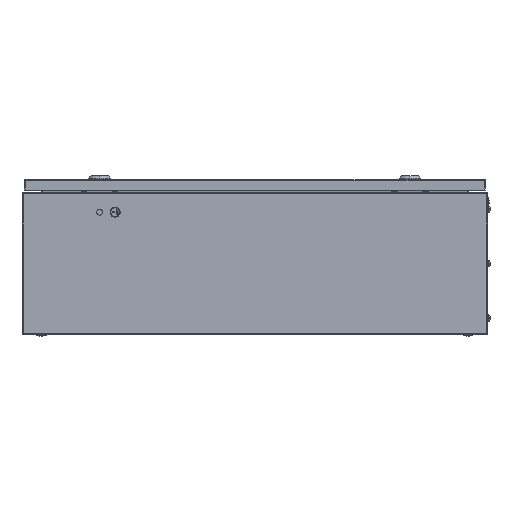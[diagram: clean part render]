
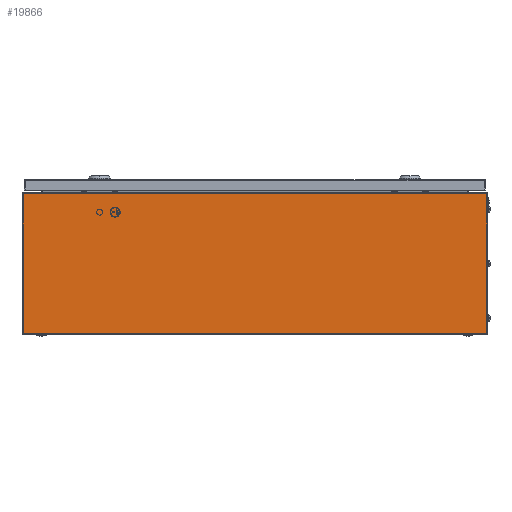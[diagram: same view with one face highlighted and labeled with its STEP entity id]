
A CAD part, left-side view. The second image highlights one B-rep face of the part: STEP entity #19866.
In plain terms, the highlighted planar face has unit normal (-1, 0, 0).
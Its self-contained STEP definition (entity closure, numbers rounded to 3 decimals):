
#1815 = CARTESIAN_POINT ( 'NONE',  ( 0., 0., 0. ) ) ;
#3842 = EDGE_CURVE ( 'NONE', #67764, #4487, #4837, .T. ) ;
#4050 = ORIENTED_EDGE ( 'NONE', *, *, #3842, .T. ) ;
#4487 = VERTEX_POINT ( 'NONE', #45890 ) ;
#4837 = LINE ( 'NONE', #43490, #37344 ) ;
#5862 = EDGE_CURVE ( 'NONE', #69161, #6516, #54378, .T. ) ;
#6516 = VERTEX_POINT ( 'NONE', #1815 ) ;
#6668 = ORIENTED_EDGE ( 'NONE', *, *, #5862, .F. ) ;
#8291 = DIRECTION ( 'NONE',  ( 0., 0., -1. ) ) ;
#11901 = CARTESIAN_POINT ( 'NONE',  ( 0., 0., 0. ) ) ;
#12808 = LINE ( 'NONE', #46873, #30258 ) ;
#13865 = FACE_OUTER_BOUND ( 'NONE', #32520, .T. ) ;
#14710 = CARTESIAN_POINT ( 'NONE',  ( 0., 0., 183. ) ) ;
#17244 = ORIENTED_EDGE ( 'NONE', *, *, #44684, .T. ) ;
#17532 = DIRECTION ( 'NONE',  ( 0., -1., 0. ) ) ;
#17759 = VECTOR ( 'NONE', #25918, 1000. ) ;
#19866 = ADVANCED_FACE ( 'NONE', ( #13865 ), #64746, .F. ) ;
#23737 = EDGE_CURVE ( 'NONE', #67764, #69161, #12808, .T. ) ;
#25918 = DIRECTION ( 'NONE',  ( 0., 0., -1. ) ) ;
#26245 = ORIENTED_EDGE ( 'NONE', *, *, #23737, .F. ) ;
#30258 = VECTOR ( 'NONE', #57015, 1000. ) ;
#32520 = EDGE_LOOP ( 'NONE', ( #17244, #6668, #26245, #4050 ) ) ;
#37344 = VECTOR ( 'NONE', #71937, 1000. ) ;
#40350 = LINE ( 'NONE', #11901, #42487 ) ;
#42487 = VECTOR ( 'NONE', #17532, 1000. ) ;
#42969 = AXIS2_PLACEMENT_3D ( 'NONE', #58436, #70040, #8291 ) ;
#43490 = CARTESIAN_POINT ( 'NONE',  ( 0., 600., 183. ) ) ;
#44684 = EDGE_CURVE ( 'NONE', #4487, #6516, #40350, .T. ) ;
#45890 = CARTESIAN_POINT ( 'NONE',  ( 0., 600., 0. ) ) ;
#46873 = CARTESIAN_POINT ( 'NONE',  ( 0., 0., 183. ) ) ;
#50033 = CARTESIAN_POINT ( 'NONE',  ( 0., 0., 183. ) ) ;
#54378 = LINE ( 'NONE', #14710, #17759 ) ;
#55834 = CARTESIAN_POINT ( 'NONE',  ( 0., 600., 183. ) ) ;
#57015 = DIRECTION ( 'NONE',  ( 0., -1., 0. ) ) ;
#58436 = CARTESIAN_POINT ( 'NONE',  ( 0., 0., 183. ) ) ;
#64746 = PLANE ( 'NONE',  #42969 ) ;
#67764 = VERTEX_POINT ( 'NONE', #55834 ) ;
#69161 = VERTEX_POINT ( 'NONE', #50033 ) ;
#70040 = DIRECTION ( 'NONE',  ( 1., 0., 0. ) ) ;
#71937 = DIRECTION ( 'NONE',  ( 0., 0., -1. ) ) ;
